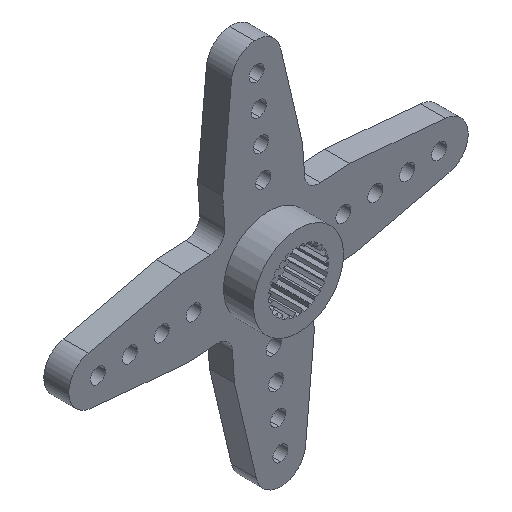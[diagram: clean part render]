
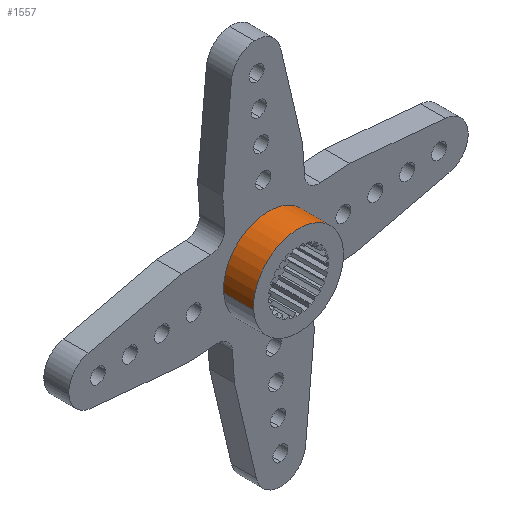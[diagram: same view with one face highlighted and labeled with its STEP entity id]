
A CAD part, isometric view. The second image highlights one B-rep face of the part: STEP entity #1557.
In plain terms, the highlighted cylindrical face has radius 4.5 mm (diameter 9 mm), a partial arc.
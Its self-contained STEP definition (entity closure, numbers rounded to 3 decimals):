
#285 = FACE_OUTER_BOUND ( 'NONE', #5711, .T. ) ;
#320 = CARTESIAN_POINT ( 'NONE',  ( 438.9, 46., 44.735 ) ) ;
#343 = CARTESIAN_POINT ( 'NONE',  ( 438.9, 49., 44.735 ) ) ;
#366 = EDGE_CURVE ( 'NONE', #3255, #1939, #1942, .T. ) ;
#560 = CARTESIAN_POINT ( 'NONE',  ( 434.411, 49., 44.421 ) ) ;
#935 = CARTESIAN_POINT ( 'NONE',  ( 434.411, 49., 44.421 ) ) ;
#1091 = ORIENTED_EDGE ( 'NONE', *, *, #366, .F. ) ;
#1425 = DIRECTION ( 'NONE',  ( 0.07, 0., -0.998 ) ) ;
#1464 = ORIENTED_EDGE ( 'NONE', *, *, #6281, .F. ) ;
#1513 = AXIS2_PLACEMENT_3D ( 'NONE', #320, #4311, #5151 ) ;
#1547 = EDGE_CURVE ( 'NONE', #3901, #3420, #6109, .T. ) ;
#1557 = ADVANCED_FACE ( 'NONE', ( #285 ), #3685, .T. ) ;
#1939 = VERTEX_POINT ( 'NONE', #4242 ) ;
#1942 = CIRCLE ( 'NONE', #4497, 4.5 ) ;
#2283 = EDGE_CURVE ( 'NONE', #3255, #3901, #2851, .T. ) ;
#2421 = CARTESIAN_POINT ( 'NONE',  ( 438.9, 49., 44.735 ) ) ;
#2605 = VECTOR ( 'NONE', #2886, 1000. ) ;
#2851 = LINE ( 'NONE', #935, #2605 ) ;
#2886 = DIRECTION ( 'NONE',  ( 0., -1., 0. ) ) ;
#3255 = VERTEX_POINT ( 'NONE', #560 ) ;
#3257 = DIRECTION ( 'NONE',  ( 0., 1., 0. ) ) ;
#3420 = VERTEX_POINT ( 'NONE', #6119 ) ;
#3436 = ORIENTED_EDGE ( 'NONE', *, *, #2283, .T. ) ;
#3664 = AXIS2_PLACEMENT_3D ( 'NONE', #2421, #5354, #4372 ) ;
#3685 = CYLINDRICAL_SURFACE ( 'NONE', #3664, 4.5 ) ;
#3901 = VERTEX_POINT ( 'NONE', #5182 ) ;
#4074 = CARTESIAN_POINT ( 'NONE',  ( 443.389, 49., 45.049 ) ) ;
#4242 = CARTESIAN_POINT ( 'NONE',  ( 443.389, 49., 45.049 ) ) ;
#4311 = DIRECTION ( 'NONE',  ( 0., 1., 0. ) ) ;
#4372 = DIRECTION ( 'NONE',  ( -0.998, 0., -0.07 ) ) ;
#4497 = AXIS2_PLACEMENT_3D ( 'NONE', #343, #3257, #1425 ) ;
#5045 = VECTOR ( 'NONE', #5574, 1000. ) ;
#5046 = ORIENTED_EDGE ( 'NONE', *, *, #1547, .T. ) ;
#5151 = DIRECTION ( 'NONE',  ( 0.07, 0., -0.998 ) ) ;
#5182 = CARTESIAN_POINT ( 'NONE',  ( 434.411, 46., 44.421 ) ) ;
#5354 = DIRECTION ( 'NONE',  ( 0., -1., 0. ) ) ;
#5543 = LINE ( 'NONE', #4074, #5045 ) ;
#5574 = DIRECTION ( 'NONE',  ( 0., -1., 0. ) ) ;
#5711 = EDGE_LOOP ( 'NONE', ( #1464, #1091, #3436, #5046 ) ) ;
#6109 = CIRCLE ( 'NONE', #1513, 4.5 ) ;
#6119 = CARTESIAN_POINT ( 'NONE',  ( 443.389, 46., 45.049 ) ) ;
#6281 = EDGE_CURVE ( 'NONE', #1939, #3420, #5543, .T. ) ;
